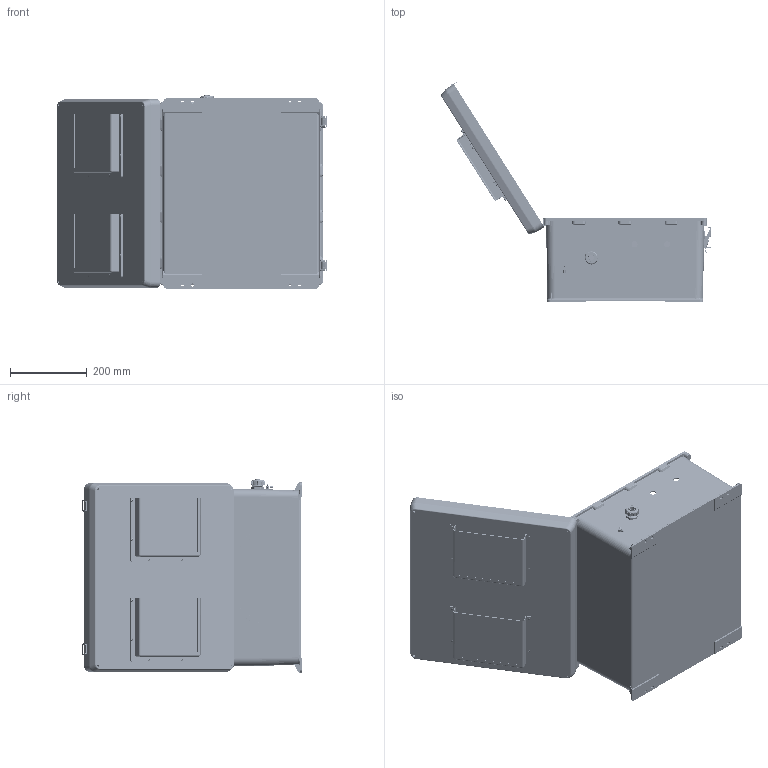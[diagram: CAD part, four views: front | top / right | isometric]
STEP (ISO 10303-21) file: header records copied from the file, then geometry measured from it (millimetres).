
FILE_DESCRIPTION (( 'STEP AP214' ), '1' );
FILE_NAME ('NB181608-10V.STEP', '2013-07-08T14:46:35', ( 'x' ), ( '' ), 'SwSTEP 2.0', 'SolidWorks 2012', '' );
FILE_SCHEMA (( 'AUTOMOTIVE_DESIGN' ));
Length unit declared in the file: inch
Products named in the file (27): XFS-0023_92470A148; XFR-0005; Fan Screen-120x120 ALUM; XFN-0002; XM220-01-UL; NEMA 18 GroundWire; XFS-0026; XFW-0002; XCT-0005; XC-0003; XFN-0003; XCT-0010; XCT-0011; XFS-0017; XF797-02; XMH-0010; XFN-0013; 10-32 NEMA PLATE SCREW; XCTB-0002-HOLD; XMH-0007; XF685-01; NB181608-DoorClasp-2; NB181608-DoorClasp-1; NB181608-Lid-Vented; NB181608-Hinge; NB181608-Box; NB181608-10V
Assembly tree (69 placements, depth 2):
  NB181608-10V
    NB181608-Box
    NB181608-Hinge  x2
    NB181608-Lid-Vented
    NB181608-DoorClasp-1  x2
    NB181608-DoorClasp-2  x2
    XF685-01
    XMH-0007  x4
    XCTB-0002-HOLD
    10-32 NEMA PLATE SCREW  x4
    XFN-0013  x2
    XMH-0010  x2
    XF797-02
    XFS-0017  x5
    XCT-0011
    XCT-0010
    XFN-0003  x2
    XC-0003
    XCT-0005
    XFW-0002
    XFS-0026
    NEMA 18 GroundWire
    XM220-01-UL  x2
    XFN-0002  x8
    Fan Screen-120x120 ALUM  x2
    XFR-0005  x12
    XFS-0023_92470A148  x8
Bounding box: 703.32 x 571.16 x 502.84 mm (x, y, z)
Volume: 3752063.5 mm3; surface area: 2406201.9 mm2
Topology: 75 solids, 76 shells, 7211 faces, 18943 edges, 11931 vertices
Faces by surface type: cylinder 3153, plane 2058, cone 1235, bspline 390, torus 355, sphere 20
Entity records: 161531 total; most frequent: CARTESIAN_POINT 47933, ORIENTED_EDGE 20574, DIRECTION 19704, EDGE_CURVE 10287, AXIS2_PLACEMENT_3D 7381, VERTEX_POINT 6482, VECTOR 4942, LINE 4942
